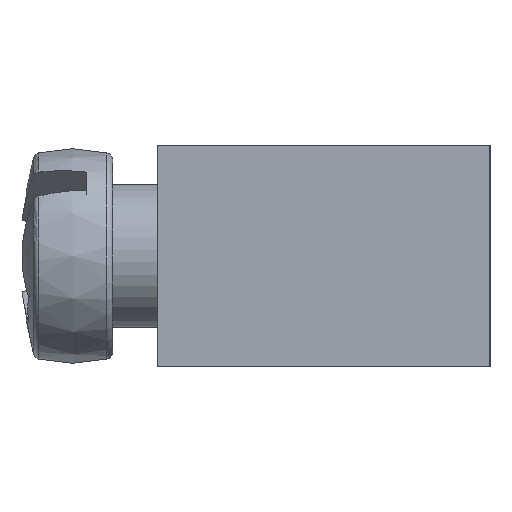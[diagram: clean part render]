
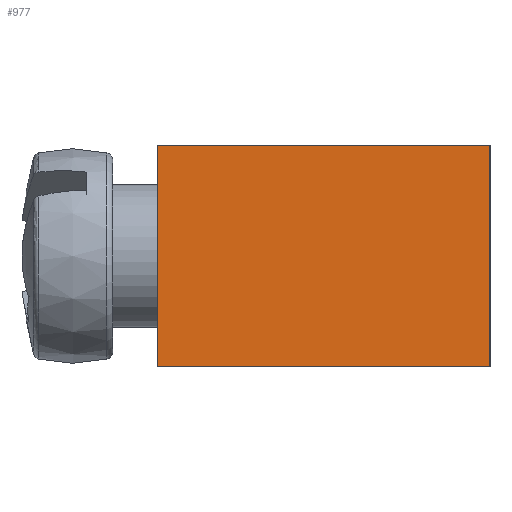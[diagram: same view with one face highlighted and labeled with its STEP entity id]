
A CAD part, left-side view. The second image highlights one B-rep face of the part: STEP entity #977.
In plain terms, the highlighted planar face has unit normal (-1, 0, 0).
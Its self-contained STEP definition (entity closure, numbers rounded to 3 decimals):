
#55=LINE('',#1488,#89);
#57=LINE('',#1507,#91);
#62=LINE('',#1760,#96);
#63=LINE('',#1762,#97);
#89=VECTOR('',#1158,9.);
#91=VECTOR('',#1176,9.);
#96=VECTOR('',#1277,6.);
#97=VECTOR('',#1280,6.);
#124=PLANE('',#1071);
#309=FACE_OUTER_BOUND('',#412,.T.);
#412=EDGE_LOOP('',(#758,#759,#760,#761));
#470=VERTEX_POINT('',#1481);
#473=VERTEX_POINT('',#1486);
#481=VERTEX_POINT('',#1504);
#482=VERTEX_POINT('',#1506);
#564=EDGE_CURVE('',#473,#470,#55,.T.);
#572=EDGE_CURVE('',#481,#482,#57,.T.);
#606=EDGE_CURVE('',#482,#473,#62,.T.);
#607=EDGE_CURVE('',#470,#481,#63,.T.);
#758=ORIENTED_EDGE('',*,*,#606,.F.);
#759=ORIENTED_EDGE('',*,*,#572,.F.);
#760=ORIENTED_EDGE('',*,*,#607,.F.);
#761=ORIENTED_EDGE('',*,*,#564,.F.);
#977=ADVANCED_FACE('',(#309),#124,.T.);
#1071=AXIS2_PLACEMENT_3D('',#1761,#1278,#1279);
#1158=DIRECTION('',(0.,1.,0.));
#1176=DIRECTION('',(0.,-1.,0.));
#1277=DIRECTION('',(0.,0.,-1.));
#1278=DIRECTION('center_axis',(-1.,0.,0.));
#1279=DIRECTION('ref_axis',(0.,-1.,0.));
#1280=DIRECTION('',(0.,0.,1.));
#1481=CARTESIAN_POINT('',(-27.,4.5,-3.));
#1486=CARTESIAN_POINT('',(-27.,-4.5,-3.));
#1488=CARTESIAN_POINT('',(-27.,-4.5,-3.));
#1504=CARTESIAN_POINT('',(-27.,4.5,3.));
#1506=CARTESIAN_POINT('',(-27.,-4.5,3.));
#1507=CARTESIAN_POINT('',(-27.,-4.5,3.));
#1760=CARTESIAN_POINT('',(-27.,-4.5,0.));
#1761=CARTESIAN_POINT('Origin',(-27.,4.5,0.));
#1762=CARTESIAN_POINT('',(-27.,4.5,0.));
